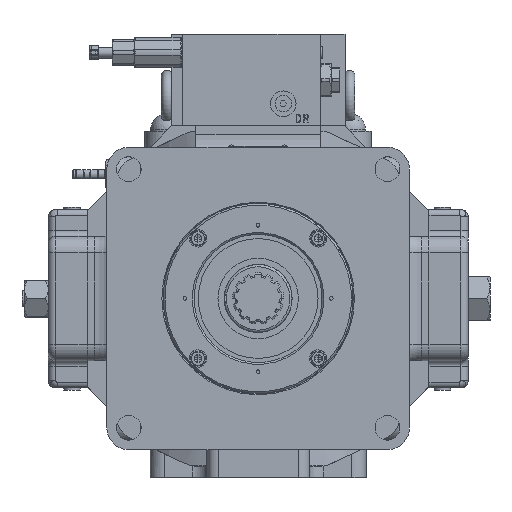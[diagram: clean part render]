
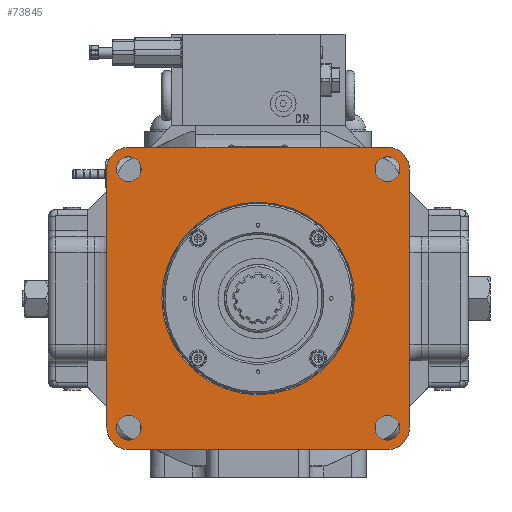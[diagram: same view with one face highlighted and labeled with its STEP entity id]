
A CAD part, top view. The second image highlights one B-rep face of the part: STEP entity #73845.
In plain terms, the highlighted planar face has unit normal (0, 0, 1).
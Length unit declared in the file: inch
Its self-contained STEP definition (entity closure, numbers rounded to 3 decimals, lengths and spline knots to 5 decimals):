
#72005=CARTESIAN_POINT('',(-5.1695,-4.4195,6.72));
#72006=VERTEX_POINT('',#72005);
#72013=CARTESIAN_POINT('',(-5.1695,4.4195,6.72));
#72014=VERTEX_POINT('',#72013);
#72015=CARTESIAN_POINT('',(-5.1695,4.4195,6.72));
#72016=DIRECTION('',(0.0,-1.0,0.0));
#72017=VECTOR('',#72016,8.839);
#72018=LINE('',#72015,#72017);
#72019=EDGE_CURVE('',#72014,#72006,#72018,.T.);
#72134=CARTESIAN_POINT('',(-4.4195,5.1695,6.72));
#72135=VERTEX_POINT('',#72134);
#72142=CARTESIAN_POINT('',(4.4195,5.1695,6.72));
#72143=VERTEX_POINT('',#72142);
#72144=CARTESIAN_POINT('',(4.4195,5.1695,6.72));
#72145=DIRECTION('',(-1.0,0.0,0.0));
#72146=VECTOR('',#72145,8.839);
#72147=LINE('',#72144,#72146);
#72148=EDGE_CURVE('',#72143,#72135,#72147,.T.);
#72303=CARTESIAN_POINT('',(5.1695,4.4195,6.72));
#72304=VERTEX_POINT('',#72303);
#72311=CARTESIAN_POINT('',(5.1695,-4.4195,6.72));
#72312=VERTEX_POINT('',#72311);
#72313=CARTESIAN_POINT('',(5.1695,-4.4195,6.72));
#72314=DIRECTION('',(0.0,1.0,0.0));
#72315=VECTOR('',#72314,8.839);
#72316=LINE('',#72313,#72315);
#72317=EDGE_CURVE('',#72312,#72304,#72316,.T.);
#72432=CARTESIAN_POINT('',(4.4195,-5.1695,6.72));
#72433=VERTEX_POINT('',#72432);
#72440=CARTESIAN_POINT('',(-4.4195,-5.1695,6.72));
#72441=VERTEX_POINT('',#72440);
#72442=CARTESIAN_POINT('',(-4.4195,-5.1695,6.72));
#72443=DIRECTION('',(1.0,0.0,0.0));
#72444=VECTOR('',#72443,8.839);
#72445=LINE('',#72442,#72444);
#72446=EDGE_CURVE('',#72441,#72433,#72445,.T.);
#73746=CARTESIAN_POINT('',(-4.4195,-4.4195,6.72));
#73747=DIRECTION('',(0.0,0.0,-1.0));
#73748=DIRECTION('',(0.0,-1.0,0.0));
#73749=AXIS2_PLACEMENT_3D('',#73746,#73747,#73748);
#73750=CIRCLE('',#73749,0.75);
#73751=EDGE_CURVE('',#72441,#72006,#73750,.T.);
#73757=CARTESIAN_POINT('',(0.0,0.0,6.72));
#73758=DIRECTION('',(0.0,0.0,1.0));
#73759=DIRECTION('',(1.0,0.0,0.0));
#73760=AXIS2_PLACEMENT_3D('',#73757,#73758,#73759);
#73761=PLANE('',#73760);
#73762=ORIENTED_EDGE('',*,*,#72019,.T.);
#73763=ORIENTED_EDGE('',*,*,#73751,.F.);
#73764=ORIENTED_EDGE('',*,*,#72446,.T.);
#73765=CARTESIAN_POINT('',(4.4195,-4.4195,6.72));
#73766=DIRECTION('',(0.0,0.0,-1.0));
#73767=DIRECTION('',(1.0,0.0,0.0));
#73768=AXIS2_PLACEMENT_3D('',#73765,#73766,#73767);
#73769=CIRCLE('',#73768,0.75);
#73770=EDGE_CURVE('',#72312,#72433,#73769,.T.);
#73771=ORIENTED_EDGE('',*,*,#73770,.F.);
#73772=ORIENTED_EDGE('',*,*,#72317,.T.);
#73773=CARTESIAN_POINT('',(4.4195,4.4195,6.72));
#73774=DIRECTION('',(0.0,0.0,-1.0));
#73775=DIRECTION('',(0.0,1.0,0.0));
#73776=AXIS2_PLACEMENT_3D('',#73773,#73774,#73775);
#73777=CIRCLE('',#73776,0.75);
#73778=EDGE_CURVE('',#72143,#72304,#73777,.T.);
#73779=ORIENTED_EDGE('',*,*,#73778,.F.);
#73780=ORIENTED_EDGE('',*,*,#72148,.T.);
#73781=CARTESIAN_POINT('',(-4.4195,4.4195,6.72));
#73782=DIRECTION('',(0.0,0.0,-1.0));
#73783=DIRECTION('',(-1.0,0.0,0.0));
#73784=AXIS2_PLACEMENT_3D('',#73781,#73782,#73783);
#73785=CIRCLE('',#73784,0.75);
#73786=EDGE_CURVE('',#72014,#72135,#73785,.T.);
#73787=ORIENTED_EDGE('',*,*,#73786,.F.);
#73788=EDGE_LOOP('',(#73762,#73763,#73764,#73771,#73772,#73779,#73780,#73787));
#73789=FACE_OUTER_BOUND('',#73788,.T.);
#73790=CARTESIAN_POINT('',(-3.29025,0.0,6.72));
#73791=VERTEX_POINT('',#73790);
#73792=CARTESIAN_POINT('',(0.0,0.0,6.72));
#73793=DIRECTION('',(0.0,0.0,-1.0));
#73794=DIRECTION('',(-1.0,0.0,0.0));
#73795=AXIS2_PLACEMENT_3D('',#73792,#73793,#73794);
#73796=CIRCLE('',#73795,3.29025);
#73797=EDGE_CURVE('',#73791,#73791,#73796,.T.);
#73798=ORIENTED_EDGE('',*,*,#73797,.T.);
#73799=EDGE_LOOP('',(#73798));
#73800=FACE_BOUND('',#73799,.T.);
#73801=CARTESIAN_POINT('',(3.9975,4.4195,6.72));
#73802=VERTEX_POINT('',#73801);
#73803=CARTESIAN_POINT('',(4.4195,4.4195,6.72));
#73804=DIRECTION('',(0.0,0.0,1.0));
#73805=DIRECTION('',(1.0,0.0,0.0));
#73806=AXIS2_PLACEMENT_3D('',#73803,#73804,#73805);
#73807=CIRCLE('',#73806,0.422);
#73808=EDGE_CURVE('',#73802,#73802,#73807,.T.);
#73809=ORIENTED_EDGE('',*,*,#73808,.F.);
#73810=EDGE_LOOP('',(#73809));
#73811=FACE_BOUND('',#73810,.T.);
#73812=CARTESIAN_POINT('',(-4.8415,4.4195,6.72));
#73813=VERTEX_POINT('',#73812);
#73814=CARTESIAN_POINT('',(-4.4195,4.4195,6.72));
#73815=DIRECTION('',(0.0,0.0,-1.0));
#73816=DIRECTION('',(-1.0,0.0,0.0));
#73817=AXIS2_PLACEMENT_3D('',#73814,#73815,#73816);
#73818=CIRCLE('',#73817,0.422);
#73819=EDGE_CURVE('',#73813,#73813,#73818,.T.);
#73820=ORIENTED_EDGE('',*,*,#73819,.T.);
#73821=EDGE_LOOP('',(#73820));
#73822=FACE_BOUND('',#73821,.T.);
#73823=CARTESIAN_POINT('',(4.8415,-4.4195,6.72));
#73824=VERTEX_POINT('',#73823);
#73825=CARTESIAN_POINT('',(4.4195,-4.4195,6.72));
#73826=DIRECTION('',(0.0,0.0,-1.0));
#73827=DIRECTION('',(1.0,0.0,0.0));
#73828=AXIS2_PLACEMENT_3D('',#73825,#73826,#73827);
#73829=CIRCLE('',#73828,0.422);
#73830=EDGE_CURVE('',#73824,#73824,#73829,.T.);
#73831=ORIENTED_EDGE('',*,*,#73830,.T.);
#73832=EDGE_LOOP('',(#73831));
#73833=FACE_BOUND('',#73832,.T.);
#73834=CARTESIAN_POINT('',(-3.9975,-4.4195,6.72));
#73835=VERTEX_POINT('',#73834);
#73836=CARTESIAN_POINT('',(-4.4195,-4.4195,6.72));
#73837=DIRECTION('',(0.0,0.0,1.0));
#73838=DIRECTION('',(-1.0,0.0,0.0));
#73839=AXIS2_PLACEMENT_3D('',#73836,#73837,#73838);
#73840=CIRCLE('',#73839,0.422);
#73841=EDGE_CURVE('',#73835,#73835,#73840,.T.);
#73842=ORIENTED_EDGE('',*,*,#73841,.F.);
#73843=EDGE_LOOP('',(#73842));
#73844=FACE_BOUND('',#73843,.T.);
#73845=ADVANCED_FACE('',(#73789,#73800,#73811,#73822,#73833,#73844),#73761,.T.);
